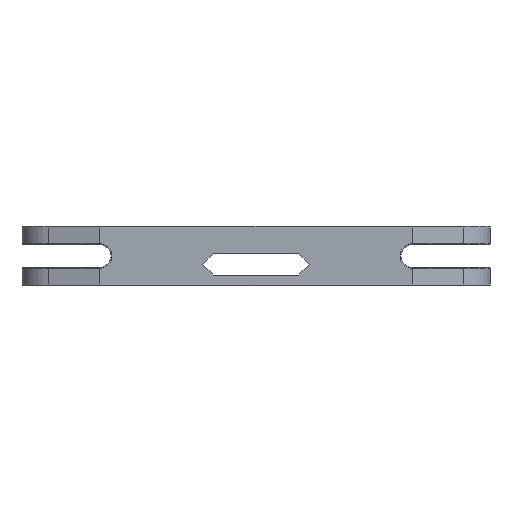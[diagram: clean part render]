
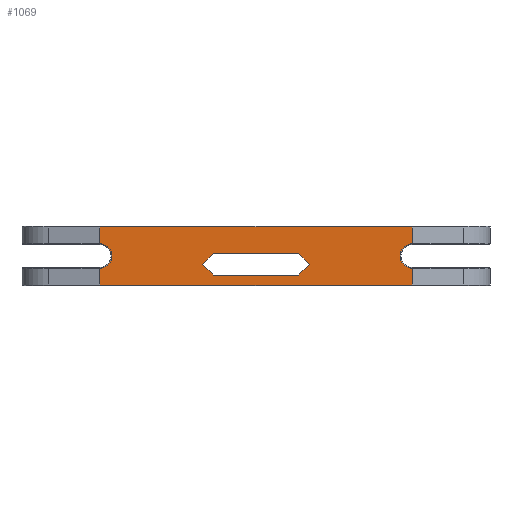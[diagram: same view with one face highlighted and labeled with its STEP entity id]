
A CAD part, front view. The second image highlights one B-rep face of the part: STEP entity #1069.
In plain terms, the highlighted planar face has unit normal (0, -1, 0).
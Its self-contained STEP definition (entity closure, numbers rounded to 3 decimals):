
#61 = CARTESIAN_POINT ( 'NONE',  ( -43.925, -22., 4.9 ) ) ;
#65 = LINE ( 'NONE', #961, #518 ) ;
#86 = VERTEX_POINT ( 'NONE', #328 ) ;
#105 = ORIENTED_EDGE ( 'NONE', *, *, #2904, .T. ) ;
#126 = EDGE_CURVE ( 'NONE', #401, #761, #590, .T. ) ;
#139 = EDGE_CURVE ( 'NONE', #572, #520, #1236, .T. ) ;
#275 = LINE ( 'NONE', #1650, #3462 ) ;
#296 = LINE ( 'NONE', #2135, #679 ) ;
#301 = CARTESIAN_POINT ( 'NONE',  ( -43.925, -22., 16.5 ) ) ;
#302 = VECTOR ( 'NONE', #2854, 1000. ) ;
#313 = CARTESIAN_POINT ( 'NONE',  ( -34.825, -22., 25.825 ) ) ;
#328 = CARTESIAN_POINT ( 'NONE',  ( 43.925, -22., 16.5 ) ) ;
#371 = EDGE_LOOP ( 'NONE', ( #2907, #105, #726, #3309, #707, #2926 ) ) ;
#401 = VERTEX_POINT ( 'NONE', #3033 ) ;
#460 = VERTEX_POINT ( 'NONE', #301 ) ;
#461 = LINE ( 'NONE', #765, #2609 ) ;
#518 = VECTOR ( 'NONE', #2378, 1000. ) ;
#520 = VERTEX_POINT ( 'NONE', #1759 ) ;
#572 = VERTEX_POINT ( 'NONE', #1816 ) ;
#583 = EDGE_CURVE ( 'NONE', #1881, #1356, #1796, .T. ) ;
#590 = LINE ( 'NONE', #3380, #1925 ) ;
#591 = EDGE_CURVE ( 'NONE', #951, #1736, #65, .T. ) ;
#637 = ORIENTED_EDGE ( 'NONE', *, *, #3174, .T. ) ;
#655 = VERTEX_POINT ( 'NONE', #1777 ) ;
#679 = VECTOR ( 'NONE', #2098, 1000. ) ;
#707 = ORIENTED_EDGE ( 'NONE', *, *, #2636, .T. ) ;
#717 = CARTESIAN_POINT ( 'NONE',  ( -43.925, -22., 16.7 ) ) ;
#726 = ORIENTED_EDGE ( 'NONE', *, *, #126, .T. ) ;
#761 = VERTEX_POINT ( 'NONE', #3636 ) ;
#765 = CARTESIAN_POINT ( 'NONE',  ( 43.925, -22., 16.7 ) ) ;
#783 = DIRECTION ( 'NONE',  ( -0.707, 0., -0.707 ) ) ;
#811 = ORIENTED_EDGE ( 'NONE', *, *, #583, .T. ) ;
#893 = DIRECTION ( 'NONE',  ( 0.707, 0., -0.707 ) ) ;
#945 = CARTESIAN_POINT ( 'NONE',  ( 43.925, -22., 0.2 ) ) ;
#951 = VERTEX_POINT ( 'NONE', #61 ) ;
#961 = CARTESIAN_POINT ( 'NONE',  ( -43.925, -22., 16.7 ) ) ;
#983 = CARTESIAN_POINT ( 'NONE',  ( -15., -22., 3. ) ) ;
#1001 = DIRECTION ( 'NONE',  ( 1., 0., 0. ) ) ;
#1069 = ADVANCED_FACE ( 'NONE', ( #3340, #2158 ), #1313, .F. ) ;
#1088 = CARTESIAN_POINT ( 'NONE',  ( -43.925, -22., 0.2 ) ) ;
#1156 = AXIS2_PLACEMENT_3D ( 'NONE', #1811, #1235, #2391 ) ;
#1235 = DIRECTION ( 'NONE',  ( 0., 1., 0. ) ) ;
#1236 = LINE ( 'NONE', #2119, #1559 ) ;
#1313 = PLANE ( 'NONE',  #3288 ) ;
#1319 = VERTEX_POINT ( 'NONE', #2808 ) ;
#1356 = VERTEX_POINT ( 'NONE', #2116 ) ;
#1478 = AXIS2_PLACEMENT_3D ( 'NONE', #2288, #1934, #3661 ) ;
#1514 = CARTESIAN_POINT ( 'NONE',  ( 43.925, -22., 16.7 ) ) ;
#1559 = VECTOR ( 'NONE', #783, 1000. ) ;
#1584 = ORIENTED_EDGE ( 'NONE', *, *, #591, .T. ) ;
#1643 = EDGE_CURVE ( 'NONE', #1319, #761, #3161, .T. ) ;
#1650 = CARTESIAN_POINT ( 'NONE',  ( -43.951, -22., 0.2 ) ) ;
#1697 = DIRECTION ( 'NONE',  ( 0.707, 0., 0.707 ) ) ;
#1736 = VERTEX_POINT ( 'NONE', #1088 ) ;
#1759 = CARTESIAN_POINT ( 'NONE',  ( 12., -22., 3. ) ) ;
#1777 = CARTESIAN_POINT ( 'NONE',  ( 40.505, -22., 8.35 ) ) ;
#1796 = LINE ( 'NONE', #1514, #2173 ) ;
#1805 = DIRECTION ( 'NONE',  ( -0.707, 0., 0.707 ) ) ;
#1811 = CARTESIAN_POINT ( 'NONE',  ( -43.955, -22., 8.35 ) ) ;
#1816 = CARTESIAN_POINT ( 'NONE',  ( 15., -22., 6. ) ) ;
#1821 = CARTESIAN_POINT ( 'NONE',  ( 43.955, -22., 8.35 ) ) ;
#1867 = LINE ( 'NONE', #717, #2683 ) ;
#1877 = VERTEX_POINT ( 'NONE', #2936 ) ;
#1881 = VERTEX_POINT ( 'NONE', #945 ) ;
#1886 = LINE ( 'NONE', #983, #2209 ) ;
#1911 = DIRECTION ( 'NONE',  ( -1., 0., 0. ) ) ;
#1925 = VECTOR ( 'NONE', #1697, 1000. ) ;
#1934 = DIRECTION ( 'NONE',  ( 0., 1., 0. ) ) ;
#2026 = ORIENTED_EDGE ( 'NONE', *, *, #3008, .T. ) ;
#2098 = DIRECTION ( 'NONE',  ( -1., 0., 0. ) ) ;
#2112 = DIRECTION ( 'NONE',  ( 0., 1., 0. ) ) ;
#2116 = CARTESIAN_POINT ( 'NONE',  ( 43.925, -22., 4.9 ) ) ;
#2119 = CARTESIAN_POINT ( 'NONE',  ( -9.125, -22., -18.125 ) ) ;
#2125 = DIRECTION ( 'NONE',  ( 0., 0., 1. ) ) ;
#2135 = CARTESIAN_POINT ( 'NONE',  ( -43.951, -22., 16.5 ) ) ;
#2158 = FACE_OUTER_BOUND ( 'NONE', #2354, .T. ) ;
#2173 = VECTOR ( 'NONE', #2125, 1000. ) ;
#2187 = EDGE_CURVE ( 'NONE', #1877, #86, #461, .T. ) ;
#2209 = VECTOR ( 'NONE', #1001, 1000. ) ;
#2242 = VERTEX_POINT ( 'NONE', #3195 ) ;
#2288 = CARTESIAN_POINT ( 'NONE',  ( 43.955, -22., 8.35 ) ) ;
#2333 = LINE ( 'NONE', #3485, #2739 ) ;
#2354 = EDGE_LOOP ( 'NONE', ( #3550, #3352, #3659, #3402, #1584, #2811, #811, #637, #2026 ) ) ;
#2376 = VECTOR ( 'NONE', #1805, 1000. ) ;
#2378 = DIRECTION ( 'NONE',  ( 0., 0., -1. ) ) ;
#2391 = DIRECTION ( 'NONE',  ( -1., 0., 0. ) ) ;
#2580 = DIRECTION ( 'NONE',  ( 0., 0., 1. ) ) ;
#2606 = EDGE_CURVE ( 'NONE', #86, #460, #296, .T. ) ;
#2607 = EDGE_CURVE ( 'NONE', #2717, #951, #2798, .T. ) ;
#2609 = VECTOR ( 'NONE', #2580, 1000. ) ;
#2629 = LINE ( 'NONE', #313, #2376 ) ;
#2636 = EDGE_CURVE ( 'NONE', #1319, #572, #2333, .T. ) ;
#2683 = VECTOR ( 'NONE', #3031, 1000. ) ;
#2689 = DIRECTION ( 'NONE',  ( -1., 0., 0. ) ) ;
#2717 = VERTEX_POINT ( 'NONE', #3373 ) ;
#2739 = VECTOR ( 'NONE', #893, 1000. ) ;
#2754 = DIRECTION ( 'NONE',  ( 0., 1., 0. ) ) ;
#2798 = CIRCLE ( 'NONE', #1156, 3.45 ) ;
#2804 = DIRECTION ( 'NONE',  ( 1., 0., 0. ) ) ;
#2808 = CARTESIAN_POINT ( 'NONE',  ( 12., -22., 9. ) ) ;
#2811 = ORIENTED_EDGE ( 'NONE', *, *, #2879, .T. ) ;
#2854 = DIRECTION ( 'NONE',  ( -1., 0., 0. ) ) ;
#2879 = EDGE_CURVE ( 'NONE', #1736, #1881, #275, .T. ) ;
#2904 = EDGE_CURVE ( 'NONE', #2242, #401, #2629, .T. ) ;
#2907 = ORIENTED_EDGE ( 'NONE', *, *, #3090, .F. ) ;
#2926 = ORIENTED_EDGE ( 'NONE', *, *, #139, .T. ) ;
#2936 = CARTESIAN_POINT ( 'NONE',  ( 43.925, -22., 11.8 ) ) ;
#3008 = EDGE_CURVE ( 'NONE', #655, #1877, #3412, .T. ) ;
#3031 = DIRECTION ( 'NONE',  ( 0., 0., -1. ) ) ;
#3033 = CARTESIAN_POINT ( 'NONE',  ( -15., -22., 6. ) ) ;
#3050 = AXIS2_PLACEMENT_3D ( 'NONE', #1821, #2112, #2689 ) ;
#3090 = EDGE_CURVE ( 'NONE', #2242, #520, #1886, .T. ) ;
#3113 = EDGE_CURVE ( 'NONE', #460, #2717, #1867, .T. ) ;
#3161 = LINE ( 'NONE', #3666, #302 ) ;
#3174 = EDGE_CURVE ( 'NONE', #1356, #655, #3644, .T. ) ;
#3195 = CARTESIAN_POINT ( 'NONE',  ( -12., -22., 3. ) ) ;
#3288 = AXIS2_PLACEMENT_3D ( 'NONE', #3307, #2754, #1911 ) ;
#3307 = CARTESIAN_POINT ( 'NONE',  ( -43.951, -22., 16.7 ) ) ;
#3309 = ORIENTED_EDGE ( 'NONE', *, *, #1643, .F. ) ;
#3340 = FACE_BOUND ( 'NONE', #371, .T. ) ;
#3352 = ORIENTED_EDGE ( 'NONE', *, *, #2606, .T. ) ;
#3373 = CARTESIAN_POINT ( 'NONE',  ( -43.925, -22., 11.8 ) ) ;
#3380 = CARTESIAN_POINT ( 'NONE',  ( -24.125, -22., -3.125 ) ) ;
#3402 = ORIENTED_EDGE ( 'NONE', *, *, #2607, .T. ) ;
#3412 = CIRCLE ( 'NONE', #3050, 3.45 ) ;
#3462 = VECTOR ( 'NONE', #2804, 1000. ) ;
#3485 = CARTESIAN_POINT ( 'NONE',  ( -19.825, -22., 40.825 ) ) ;
#3550 = ORIENTED_EDGE ( 'NONE', *, *, #2187, .T. ) ;
#3636 = CARTESIAN_POINT ( 'NONE',  ( -12., -22., 9. ) ) ;
#3644 = CIRCLE ( 'NONE', #1478, 3.45 ) ;
#3659 = ORIENTED_EDGE ( 'NONE', *, *, #3113, .T. ) ;
#3661 = DIRECTION ( 'NONE',  ( -1., 0., 0. ) ) ;
#3666 = CARTESIAN_POINT ( 'NONE',  ( -15., -22., 9. ) ) ;
